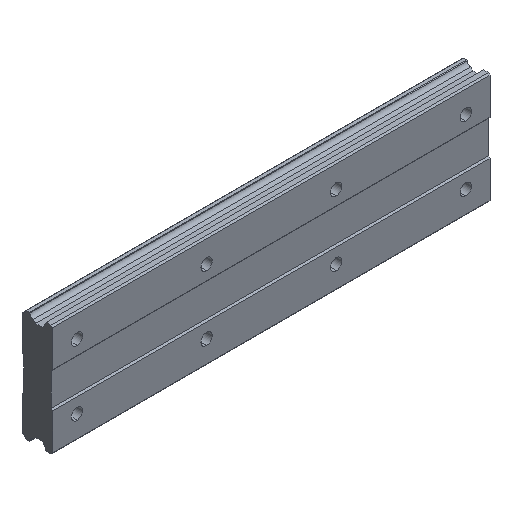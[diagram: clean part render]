
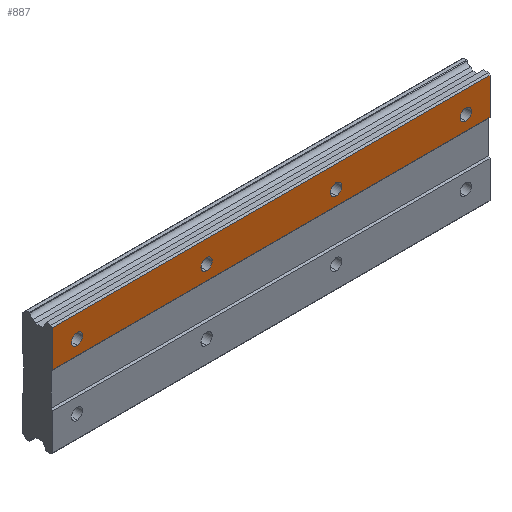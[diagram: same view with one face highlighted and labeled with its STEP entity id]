
A CAD part, isometric view. The second image highlights one B-rep face of the part: STEP entity #887.
In plain terms, the highlighted planar face has unit normal (0, -1, 0).
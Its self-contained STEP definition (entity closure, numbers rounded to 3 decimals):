
#21 = EDGE_LOOP ( 'NONE', ( #473, #628 ) ) ;
#37 = VECTOR ( 'NONE', #702, 1000. ) ;
#103 = CARTESIAN_POINT ( 'NONE',  ( -15., 0., 33.5 ) ) ;
#123 = CARTESIAN_POINT ( 'NONE',  ( 255., 0., 11. ) ) ;
#159 = CARTESIAN_POINT ( 'NONE',  ( 160., 0., 20. ) ) ;
#174 = VERTEX_POINT ( 'NONE', #2074 ) ;
#176 = DIRECTION ( 'NONE',  ( 0., 0., 1. ) ) ;
#181 = EDGE_CURVE ( 'NONE', #1096, #1058, #349, .T. ) ;
#184 = VERTEX_POINT ( 'NONE', #123 ) ;
#201 = FACE_BOUND ( 'NONE', #508, .T. ) ;
#268 = VECTOR ( 'NONE', #1117, 1000. ) ;
#273 = EDGE_LOOP ( 'NONE', ( #1923, #2307, #1507, #752 ) ) ;
#299 = CARTESIAN_POINT ( 'NONE',  ( 80., 0., 20. ) ) ;
#316 = CARTESIAN_POINT ( 'NONE',  ( 0., 0., 23.5 ) ) ;
#330 = EDGE_CURVE ( 'NONE', #174, #2116, #1179, .T. ) ;
#349 = CIRCLE ( 'NONE', #2148, 3.5 ) ;
#371 = ORIENTED_EDGE ( 'NONE', *, *, #1571, .F. ) ;
#383 = VECTOR ( 'NONE', #1277, 1000. ) ;
#387 = CIRCLE ( 'NONE', #1263, 3.5 ) ;
#391 = VERTEX_POINT ( 'NONE', #316 ) ;
#399 = VERTEX_POINT ( 'NONE', #103 ) ;
#408 = ORIENTED_EDGE ( 'NONE', *, *, #1246, .F. ) ;
#473 = ORIENTED_EDGE ( 'NONE', *, *, #181, .F. ) ;
#492 = CIRCLE ( 'NONE', #681, 3.5 ) ;
#495 = VECTOR ( 'NONE', #1684, 1000. ) ;
#497 = DIRECTION ( 'NONE',  ( 0., 0., 1. ) ) ;
#499 = CARTESIAN_POINT ( 'NONE',  ( 255., 0., 33.5 ) ) ;
#508 = EDGE_LOOP ( 'NONE', ( #2096, #408 ) ) ;
#514 = CARTESIAN_POINT ( 'NONE',  ( -15., 0., 11. ) ) ;
#519 = EDGE_CURVE ( 'NONE', #1407, #184, #1807, .T. ) ;
#523 = VERTEX_POINT ( 'NONE', #1455 ) ;
#524 = CARTESIAN_POINT ( 'NONE',  ( 80., 0., 23.5 ) ) ;
#534 = CARTESIAN_POINT ( 'NONE',  ( 0., 0., 20. ) ) ;
#551 = PLANE ( 'NONE',  #2150 ) ;
#581 = DIRECTION ( 'NONE',  ( 0., -1., 0. ) ) ;
#606 = AXIS2_PLACEMENT_3D ( 'NONE', #927, #581, #2020 ) ;
#628 = ORIENTED_EDGE ( 'NONE', *, *, #1088, .F. ) ;
#673 = DIRECTION ( 'NONE',  ( 0., -1., 0. ) ) ;
#681 = AXIS2_PLACEMENT_3D ( 'NONE', #299, #851, #1567 ) ;
#686 = VERTEX_POINT ( 'NONE', #514 ) ;
#702 = DIRECTION ( 'NONE',  ( 1., 0., 0. ) ) ;
#752 = ORIENTED_EDGE ( 'NONE', *, *, #1262, .T. ) ;
#799 = VERTEX_POINT ( 'NONE', #524 ) ;
#851 = DIRECTION ( 'NONE',  ( 0., -1., 0. ) ) ;
#887 = ADVANCED_FACE ( 'NONE', ( #1266, #2332, #1821, #1445, #201 ), #551, .F. ) ;
#921 = CARTESIAN_POINT ( 'NONE',  ( 80., 0., 20. ) ) ;
#922 = CIRCLE ( 'NONE', #1816, 3.5 ) ;
#927 = CARTESIAN_POINT ( 'NONE',  ( 0., 0., 20. ) ) ;
#931 = DIRECTION ( 'NONE',  ( 0., 0., 1. ) ) ;
#949 = AXIS2_PLACEMENT_3D ( 'NONE', #1573, #673, #2293 ) ;
#978 = LINE ( 'NONE', #2277, #495 ) ;
#1054 = CARTESIAN_POINT ( 'NONE',  ( 255., 0., 33.5 ) ) ;
#1058 = VERTEX_POINT ( 'NONE', #2129 ) ;
#1088 = EDGE_CURVE ( 'NONE', #1058, #1096, #2176, .T. ) ;
#1096 = VERTEX_POINT ( 'NONE', #1544 ) ;
#1097 = CARTESIAN_POINT ( 'NONE',  ( 255., 0., 11. ) ) ;
#1101 = CIRCLE ( 'NONE', #949, 3.5 ) ;
#1117 = DIRECTION ( 'NONE',  ( -1., 0., 0. ) ) ;
#1126 = DIRECTION ( 'NONE',  ( 0., -1., 0. ) ) ;
#1136 = AXIS2_PLACEMENT_3D ( 'NONE', #159, #1579, #1738 ) ;
#1179 = CIRCLE ( 'NONE', #1136, 3.5 ) ;
#1183 = EDGE_CURVE ( 'NONE', #2116, #174, #1101, .T. ) ;
#1226 = EDGE_LOOP ( 'NONE', ( #1748, #1727 ) ) ;
#1246 = EDGE_CURVE ( 'NONE', #523, #799, #492, .T. ) ;
#1255 = AXIS2_PLACEMENT_3D ( 'NONE', #2089, #2256, #497 ) ;
#1262 = EDGE_CURVE ( 'NONE', #399, #686, #978, .T. ) ;
#1263 = AXIS2_PLACEMENT_3D ( 'NONE', #534, #1828, #1299 ) ;
#1266 = FACE_OUTER_BOUND ( 'NONE', #273, .T. ) ;
#1274 = CARTESIAN_POINT ( 'NONE',  ( 255., 0., 33.5 ) ) ;
#1275 = LINE ( 'NONE', #1097, #268 ) ;
#1277 = DIRECTION ( 'NONE',  ( 0., 0., -1. ) ) ;
#1299 = DIRECTION ( 'NONE',  ( 0., 0., 1. ) ) ;
#1391 = CARTESIAN_POINT ( 'NONE',  ( 0., 0., 16.5 ) ) ;
#1403 = CARTESIAN_POINT ( 'NONE',  ( 240., 0., 20. ) ) ;
#1407 = VERTEX_POINT ( 'NONE', #1054 ) ;
#1445 = FACE_BOUND ( 'NONE', #1226, .T. ) ;
#1455 = CARTESIAN_POINT ( 'NONE',  ( 80., 0., 16.5 ) ) ;
#1507 = ORIENTED_EDGE ( 'NONE', *, *, #2234, .F. ) ;
#1544 = CARTESIAN_POINT ( 'NONE',  ( 240., 0., 23.5 ) ) ;
#1567 = DIRECTION ( 'NONE',  ( 0., 0., 1. ) ) ;
#1571 = EDGE_CURVE ( 'NONE', #2207, #391, #1883, .T. ) ;
#1573 = CARTESIAN_POINT ( 'NONE',  ( 160., 0., 20. ) ) ;
#1579 = DIRECTION ( 'NONE',  ( 0., -1., 0. ) ) ;
#1582 = DIRECTION ( 'NONE',  ( 0., 0., 1. ) ) ;
#1684 = DIRECTION ( 'NONE',  ( 0., 0., -1. ) ) ;
#1727 = ORIENTED_EDGE ( 'NONE', *, *, #1183, .F. ) ;
#1738 = DIRECTION ( 'NONE',  ( 0., 0., 1. ) ) ;
#1748 = ORIENTED_EDGE ( 'NONE', *, *, #330, .F. ) ;
#1807 = LINE ( 'NONE', #1985, #383 ) ;
#1816 = AXIS2_PLACEMENT_3D ( 'NONE', #921, #1126, #176 ) ;
#1821 = FACE_BOUND ( 'NONE', #21, .T. ) ;
#1828 = DIRECTION ( 'NONE',  ( 0., -1., 0. ) ) ;
#1831 = EDGE_LOOP ( 'NONE', ( #2228, #371 ) ) ;
#1883 = CIRCLE ( 'NONE', #606, 3.5 ) ;
#1919 = LINE ( 'NONE', #499, #37 ) ;
#1923 = ORIENTED_EDGE ( 'NONE', *, *, #2014, .F. ) ;
#1957 = EDGE_CURVE ( 'NONE', #799, #523, #922, .T. ) ;
#1981 = DIRECTION ( 'NONE',  ( 0., 1., 0. ) ) ;
#1985 = CARTESIAN_POINT ( 'NONE',  ( 255., 0., 34.482 ) ) ;
#2014 = EDGE_CURVE ( 'NONE', #184, #686, #1275, .T. ) ;
#2020 = DIRECTION ( 'NONE',  ( 0., 0., 1. ) ) ;
#2074 = CARTESIAN_POINT ( 'NONE',  ( 160., 0., 23.5 ) ) ;
#2089 = CARTESIAN_POINT ( 'NONE',  ( 240., 0., 20. ) ) ;
#2096 = ORIENTED_EDGE ( 'NONE', *, *, #1957, .F. ) ;
#2116 = VERTEX_POINT ( 'NONE', #2258 ) ;
#2127 = DIRECTION ( 'NONE',  ( 0., -1., 0. ) ) ;
#2129 = CARTESIAN_POINT ( 'NONE',  ( 240., 0., 16.5 ) ) ;
#2148 = AXIS2_PLACEMENT_3D ( 'NONE', #1403, #2127, #1582 ) ;
#2150 = AXIS2_PLACEMENT_3D ( 'NONE', #1274, #1981, #931 ) ;
#2176 = CIRCLE ( 'NONE', #1255, 3.5 ) ;
#2207 = VERTEX_POINT ( 'NONE', #1391 ) ;
#2228 = ORIENTED_EDGE ( 'NONE', *, *, #2326, .F. ) ;
#2234 = EDGE_CURVE ( 'NONE', #399, #1407, #1919, .T. ) ;
#2256 = DIRECTION ( 'NONE',  ( 0., -1., 0. ) ) ;
#2258 = CARTESIAN_POINT ( 'NONE',  ( 160., 0., 16.5 ) ) ;
#2277 = CARTESIAN_POINT ( 'NONE',  ( -15., 0., 34.482 ) ) ;
#2293 = DIRECTION ( 'NONE',  ( 0., 0., 1. ) ) ;
#2307 = ORIENTED_EDGE ( 'NONE', *, *, #519, .F. ) ;
#2326 = EDGE_CURVE ( 'NONE', #391, #2207, #387, .T. ) ;
#2332 = FACE_BOUND ( 'NONE', #1831, .T. ) ;
